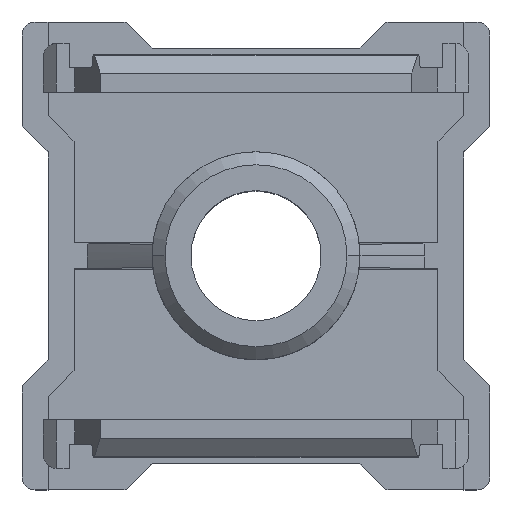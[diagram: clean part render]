
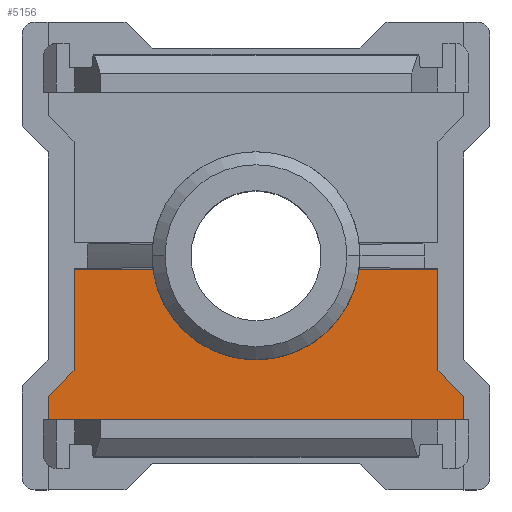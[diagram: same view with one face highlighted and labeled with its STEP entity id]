
A CAD part, top view. The second image highlights one B-rep face of the part: STEP entity #5156.
In plain terms, the highlighted planar face has unit normal (0, 0, 1).
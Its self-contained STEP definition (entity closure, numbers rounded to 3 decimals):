
#35 = DIRECTION ( 'NONE',  ( -1., 0., 0. ) ) ;
#45 = VECTOR ( 'NONE', #3674, 1000. ) ;
#74 = CARTESIAN_POINT ( 'NONE',  ( 7., -4.414, 0.5 ) ) ;
#96 = VERTEX_POINT ( 'NONE', #2606 ) ;
#183 = CIRCLE ( 'NONE', #5139, 4. ) ;
#205 = VERTEX_POINT ( 'NONE', #74 ) ;
#386 = LINE ( 'NONE', #3529, #1420 ) ;
#393 = EDGE_CURVE ( 'NONE', #4960, #5572, #2744, .T. ) ;
#472 = ORIENTED_EDGE ( 'NONE', *, *, #2871, .F. ) ;
#596 = ORIENTED_EDGE ( 'NONE', *, *, #2641, .T. ) ;
#648 = LINE ( 'NONE', #1862, #2643 ) ;
#662 = VERTEX_POINT ( 'NONE', #2559 ) ;
#990 = DIRECTION ( 'NONE',  ( 0., 1., 0. ) ) ;
#1016 = CARTESIAN_POINT ( 'NONE',  ( 8., 9., 0.5 ) ) ;
#1063 = CARTESIAN_POINT ( 'NONE',  ( -8., -6.3, 0.5 ) ) ;
#1080 = CARTESIAN_POINT ( 'NONE',  ( 1.293, 1.293, 0.5 ) ) ;
#1126 = ORIENTED_EDGE ( 'NONE', *, *, #1848, .T. ) ;
#1175 = EDGE_CURVE ( 'NONE', #205, #3935, #4109, .T. ) ;
#1248 = CARTESIAN_POINT ( 'NONE',  ( 7.707, 10.293, 0.5 ) ) ;
#1420 = VECTOR ( 'NONE', #4299, 1000. ) ;
#1479 = CARTESIAN_POINT ( 'NONE',  ( -7., -4.414, 0.5 ) ) ;
#1610 = DIRECTION ( 'NONE',  ( 0., -1., 0. ) ) ;
#1622 = ORIENTED_EDGE ( 'NONE', *, *, #4137, .T. ) ;
#1634 = VERTEX_POINT ( 'NONE', #1479 ) ;
#1663 = CARTESIAN_POINT ( 'NONE',  ( -7., -0.513, 0.5 ) ) ;
#1766 = CARTESIAN_POINT ( 'NONE',  ( 7., -0.513, 0.5 ) ) ;
#1775 = CARTESIAN_POINT ( 'NONE',  ( 7., -0.513, 0.5 ) ) ;
#1810 = CARTESIAN_POINT ( 'NONE',  ( -7., 9., 0.5 ) ) ;
#1848 = EDGE_CURVE ( 'NONE', #96, #2666, #2622, .T. ) ;
#1862 = CARTESIAN_POINT ( 'NONE',  ( 7., -0.513, 0.5 ) ) ;
#1872 = AXIS2_PLACEMENT_3D ( 'NONE', #5260, #3100, #4852 ) ;
#2002 = ORIENTED_EDGE ( 'NONE', *, *, #2766, .T. ) ;
#2142 = VECTOR ( 'NONE', #2924, 1000. ) ;
#2307 = ORIENTED_EDGE ( 'NONE', *, *, #4303, .T. ) ;
#2313 = CARTESIAN_POINT ( 'NONE',  ( 7., 9., 0.5 ) ) ;
#2442 = EDGE_CURVE ( 'NONE', #3593, #1634, #5676, .T. ) ;
#2459 = LINE ( 'NONE', #1248, #2142 ) ;
#2559 = CARTESIAN_POINT ( 'NONE',  ( -3.967, -0.513, 0.5 ) ) ;
#2576 = VECTOR ( 'NONE', #990, 1000. ) ;
#2606 = CARTESIAN_POINT ( 'NONE',  ( -8., -5.414, 0.5 ) ) ;
#2622 = LINE ( 'NONE', #3514, #3171 ) ;
#2641 = EDGE_CURVE ( 'NONE', #662, #3593, #648, .T. ) ;
#2643 = VECTOR ( 'NONE', #5378, 1000. ) ;
#2666 = VERTEX_POINT ( 'NONE', #1063 ) ;
#2744 = LINE ( 'NONE', #1016, #2576 ) ;
#2766 = EDGE_CURVE ( 'NONE', #4157, #662, #183, .T. ) ;
#2837 = DIRECTION ( 'NONE',  ( -0.707, 0.707, 0. ) ) ;
#2871 = EDGE_CURVE ( 'NONE', #4960, #2666, #386, .T. ) ;
#2895 = LINE ( 'NONE', #1080, #4300 ) ;
#2924 = DIRECTION ( 'NONE',  ( -0.707, -0.707, 0. ) ) ;
#3100 = DIRECTION ( 'NONE',  ( 0., 0., -1. ) ) ;
#3171 = VECTOR ( 'NONE', #5181, 1000. ) ;
#3203 = CARTESIAN_POINT ( 'NONE',  ( 8., -6.3, 0.5 ) ) ;
#3444 = DIRECTION ( 'NONE',  ( 0., -1., 0. ) ) ;
#3484 = LINE ( 'NONE', #1766, #3904 ) ;
#3503 = PLANE ( 'NONE',  #1872 ) ;
#3514 = CARTESIAN_POINT ( 'NONE',  ( -8., 9., 0.5 ) ) ;
#3528 = ORIENTED_EDGE ( 'NONE', *, *, #1175, .T. ) ;
#3529 = CARTESIAN_POINT ( 'NONE',  ( 9., -6.3, 0.5 ) ) ;
#3593 = VERTEX_POINT ( 'NONE', #1663 ) ;
#3674 = DIRECTION ( 'NONE',  ( 0., 1., 0. ) ) ;
#3904 = VECTOR ( 'NONE', #35, 1000. ) ;
#3935 = VERTEX_POINT ( 'NONE', #1775 ) ;
#4109 = LINE ( 'NONE', #2313, #45 ) ;
#4137 = EDGE_CURVE ( 'NONE', #5572, #205, #2895, .T. ) ;
#4157 = VERTEX_POINT ( 'NONE', #5050 ) ;
#4270 = ORIENTED_EDGE ( 'NONE', *, *, #393, .T. ) ;
#4299 = DIRECTION ( 'NONE',  ( -1., 0., 0. ) ) ;
#4300 = VECTOR ( 'NONE', #2837, 1000. ) ;
#4303 = EDGE_CURVE ( 'NONE', #1634, #96, #2459, .T. ) ;
#4304 = FACE_OUTER_BOUND ( 'NONE', #4487, .T. ) ;
#4404 = EDGE_CURVE ( 'NONE', #3935, #4157, #3484, .T. ) ;
#4487 = EDGE_LOOP ( 'NONE', ( #2002, #596, #5237, #2307, #1126, #472, #4270, #1622, #3528, #5636 ) ) ;
#4704 = DIRECTION ( 'NONE',  ( 0., 0., -1. ) ) ;
#4852 = DIRECTION ( 'NONE',  ( 0., -1., 0. ) ) ;
#4867 = CARTESIAN_POINT ( 'NONE',  ( 8., -5.414, 0.5 ) ) ;
#4960 = VERTEX_POINT ( 'NONE', #3203 ) ;
#5050 = CARTESIAN_POINT ( 'NONE',  ( 3.967, -0.513, 0.5 ) ) ;
#5139 = AXIS2_PLACEMENT_3D ( 'NONE', #5497, #4704, #1610 ) ;
#5156 = ADVANCED_FACE ( 'NONE', ( #4304 ), #3503, .F. ) ;
#5181 = DIRECTION ( 'NONE',  ( 0., -1., 0. ) ) ;
#5237 = ORIENTED_EDGE ( 'NONE', *, *, #2442, .T. ) ;
#5260 = CARTESIAN_POINT ( 'NONE',  ( 9., 9., 0.5 ) ) ;
#5378 = DIRECTION ( 'NONE',  ( -1., 0., 0. ) ) ;
#5497 = CARTESIAN_POINT ( 'NONE',  ( 0., 0., 0.5 ) ) ;
#5554 = VECTOR ( 'NONE', #3444, 1000. ) ;
#5572 = VERTEX_POINT ( 'NONE', #4867 ) ;
#5636 = ORIENTED_EDGE ( 'NONE', *, *, #4404, .T. ) ;
#5676 = LINE ( 'NONE', #1810, #5554 ) ;
